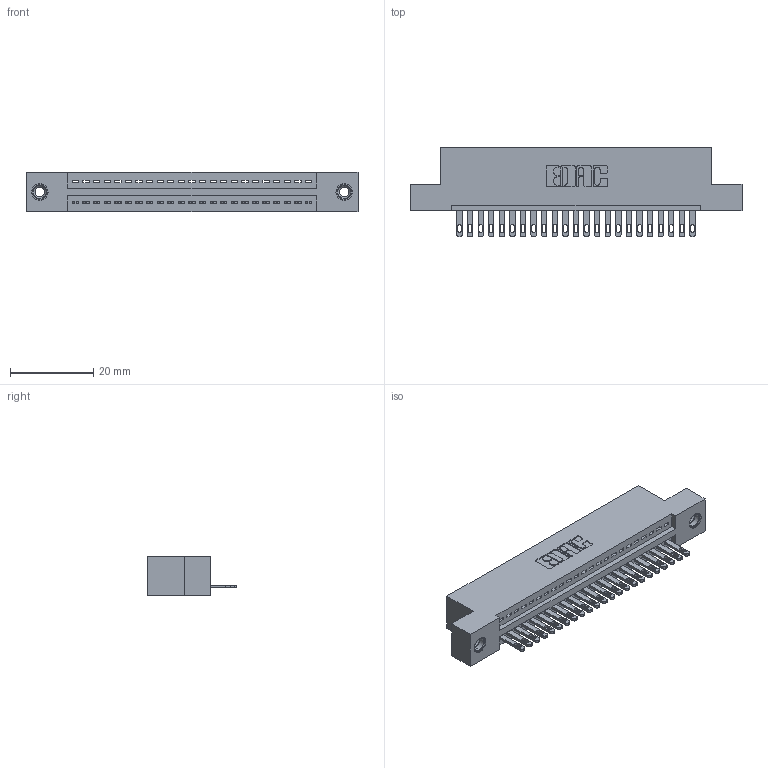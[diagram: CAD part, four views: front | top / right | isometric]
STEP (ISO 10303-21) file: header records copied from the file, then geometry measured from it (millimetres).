
FILE_DESCRIPTION (( 'STEP AP203' ), '1' );
FILE_NAME ('895-023-500-108.STEP', '2020-09-25T12:18:14', ( '' ), ( '' ), 'SwSTEP 2.0', 'SolidWorks 2020', '' );
FILE_SCHEMA (( 'CONFIG_CONTROL_DESIGN' ));
Length unit declared in the file: inch
Products named in the file (4): 345-292-001_345-293-100; 845 Part_Flush Mounting Lugs - 0.156 Dia-TI; 345-250-001_345-250-003-102; 895-023-500-108
Assembly tree (26 placements, depth 2):
  895-023-500-108
    845 Part_Flush Mounting Lugs - 0.156 Dia-TI
    345-292-001_345-293-100  x23
    345-250-001_345-250-003-102  x2
Bounding box: 79.63 x 21.51 x 9.4 mm (x, y, z)
Volume: 7415.3 mm3; surface area: 9666.9 mm2
Topology: 26 solids, 26 shells, 1428 faces, 4341 edges, 2886 vertices
Faces by surface type: plane 894, cylinder 518, cone 12, torus 4
Entity records: 20984 total; most frequent: CARTESIAN_POINT 3616, ORIENTED_EDGE 3566, DIRECTION 3215, EDGE_CURVE 1783, VECTOR 1535, LINE 1535, VERTEX_POINT 1184, AXIS2_PLACEMENT_3D 840
